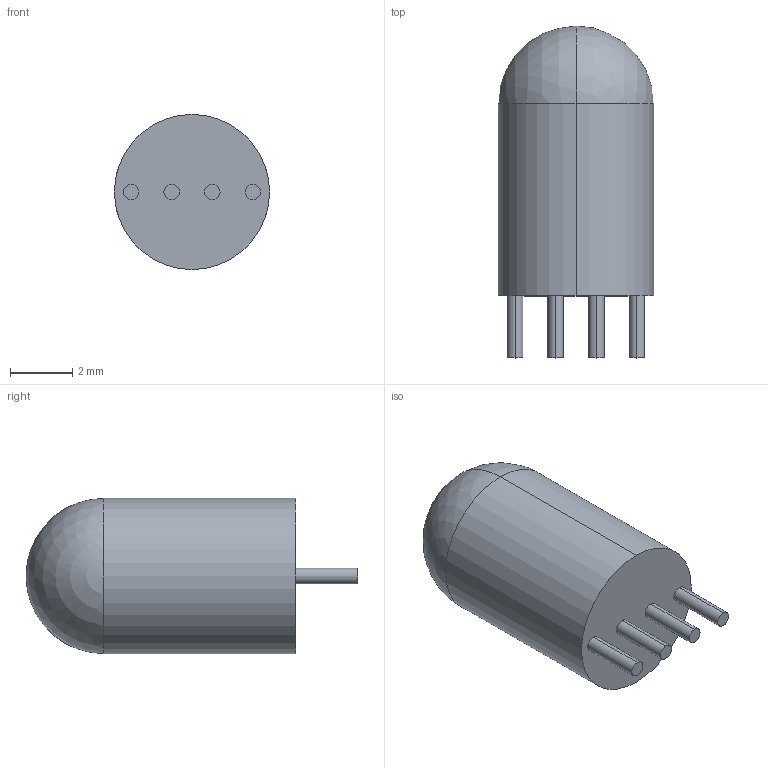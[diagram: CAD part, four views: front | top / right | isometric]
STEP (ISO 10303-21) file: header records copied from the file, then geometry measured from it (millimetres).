
FILE_DESCRIPTION (( 'STEP AP214' ), '1' );
FILE_NAME ('FF_PurchaseElectrical_RGB-LED_CommonCathode_5mm.STEP', '2022-11-20T21:11:38', ( '' ), ( '' ), 'SwSTEP 2.0', 'SolidWorks 2020', '' );
FILE_SCHEMA (( 'AUTOMOTIVE_DESIGN' ));
Length unit declared in the file: millimetre
Products named in the file (1): FF_PurchaseElectrical_RGB-LED_CommonCathode_5mm
Bounding box: 5 x 10.7 x 5 mm (x, y, z)
Volume: 156 mm3; surface area: 168.9 mm2
Topology: 1 solids, 1 shells, 17 faces, 36 edges, 23 vertices
Faces by surface type: cylinder 10, plane 5, sphere 2
Entity records: 606 total; most frequent: DIRECTION 90, CARTESIAN_POINT 71, ORIENTED_EDGE 64, AXIS2_PLACEMENT_3D 40, EDGE_CURVE 32, CIRCLE 22, EDGE_LOOP 21, VERTEX_POINT 21
